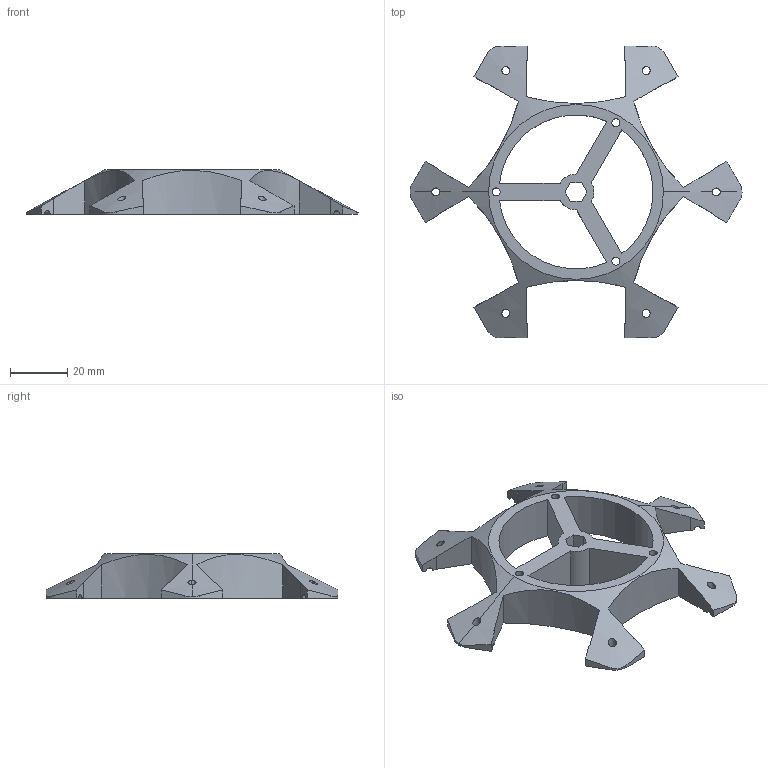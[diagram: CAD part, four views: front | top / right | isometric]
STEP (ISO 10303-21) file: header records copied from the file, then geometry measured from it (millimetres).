
FILE_DESCRIPTION (( 'STEP AP214' ), '1' );
FILE_NAME ('Disk 12 hub nuts.STEP', '2023-09-14T08:33:49', ( '' ), ( '' ), 'SwSTEP 2.0', 'SolidWorks 2020', '' );
FILE_SCHEMA (( 'AUTOMOTIVE_DESIGN' ));
Length unit declared in the file: millimetre
Products named in the file (1): Disk 12 hub nuts
Bounding box: 115.87 x 101.88 x 15.5 mm (x, y, z)
Volume: 32691.7 mm3; surface area: 17116.9 mm2
Topology: 1 solids, 1 shells, 149 faces, 442 edges, 293 vertices
Faces by surface type: plane 74, cylinder 73, cone 2
Entity records: 5501 total; most frequent: CARTESIAN_POINT 1461, ORIENTED_EDGE 884, DIRECTION 783, EDGE_CURVE 442, VERTEX_POINT 293, AXIS2_PLACEMENT_3D 269, LINE 245, VECTOR 245
